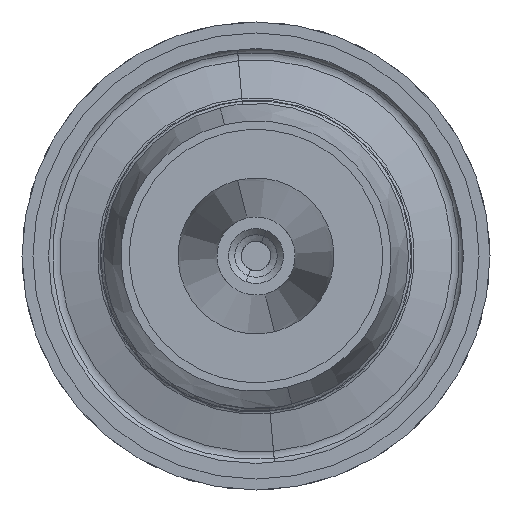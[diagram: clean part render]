
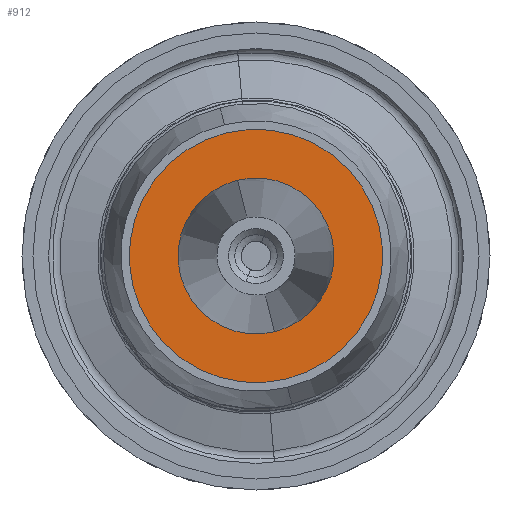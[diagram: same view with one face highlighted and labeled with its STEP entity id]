
A CAD part, front view. The second image highlights one B-rep face of the part: STEP entity #912.
In plain terms, the highlighted planar face has unit normal (0, -1, 0).
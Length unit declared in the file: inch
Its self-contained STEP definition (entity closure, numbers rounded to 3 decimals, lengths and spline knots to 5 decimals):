
#48 = EDGE_CURVE ( 'NONE', #150, #138, #2356, .T. ) ;
#49 = EDGE_CURVE ( 'NONE', #116, #115, #2355, .T. ) ;
#115 = VERTEX_POINT ( 'NONE', #3073 ) ;
#116 = VERTEX_POINT ( 'NONE', #3071 ) ;
#138 = VERTEX_POINT ( 'NONE', #579 ) ;
#150 = VERTEX_POINT ( 'NONE', #527 ) ;
#527 = CARTESIAN_POINT ( 'NONE',  ( 0.09525, 0.10566, -0.39467 ) ) ;
#579 = CARTESIAN_POINT ( 'NONE',  ( -0.09525, 0.10566, 0.39467 ) ) ;
#620 = CARTESIAN_POINT ( 'NONE',  ( 0., 0.10566, 0. ) ) ;
#621 = DIRECTION ( 'NONE',  ( 0., 1., 0. ) ) ;
#622 = DIRECTION ( 'NONE',  ( -0.235, 0., 0.972 ) ) ;
#667 = CARTESIAN_POINT ( 'NONE',  ( 0., 0.10566, 0. ) ) ;
#668 = DIRECTION ( 'NONE',  ( 0., 1., 0. ) ) ;
#669 = DIRECTION ( 'NONE',  ( -0.235, 0., 0.972 ) ) ;
#831 = AXIS2_PLACEMENT_3D ( 'NONE', #3237, #3236, #3235 ) ;
#832 = AXIS2_PLACEMENT_3D ( 'NONE', #3240, #3239, #3238 ) ;
#912 = ADVANCED_FACE ( 'NONE', ( #2197, #2191 ), #1996, .F. ) ;
#1375 = EDGE_LOOP ( 'NONE', ( #2616, #2617 ) ) ;
#1385 = EDGE_LOOP ( 'NONE', ( #2614, #2615 ) ) ;
#1988 = CARTESIAN_POINT ( 'NONE',  ( 0.09525, 0.10566, -0.39467 ) ) ;
#1996 = PLANE ( 'NONE',  #2753 ) ;
#1998 = DIRECTION ( 'NONE',  ( 0., 1., 0. ) ) ;
#1999 = DIRECTION ( 'NONE',  ( -0.235, 0., 0.972 ) ) ;
#2191 = FACE_BOUND ( 'NONE', #1375, .T. ) ;
#2197 = FACE_OUTER_BOUND ( 'NONE', #1385, .T. ) ;
#2355 = CIRCLE ( 'NONE', #831, 0.25 ) ;
#2356 = CIRCLE ( 'NONE', #832, 0.406 ) ;
#2614 = ORIENTED_EDGE ( 'NONE', *, *, #3634, .F. ) ;
#2615 = ORIENTED_EDGE ( 'NONE', *, *, #48, .F. ) ;
#2616 = ORIENTED_EDGE ( 'NONE', *, *, #3617, .T. ) ;
#2617 = ORIENTED_EDGE ( 'NONE', *, *, #49, .T. ) ;
#2753 = AXIS2_PLACEMENT_3D ( 'NONE', #1988, #1998, #1999 ) ;
#2865 = CIRCLE ( 'NONE', #3385, 0.406 ) ;
#2887 = CIRCLE ( 'NONE', #3427, 0.25 ) ;
#3071 = CARTESIAN_POINT ( 'NONE',  ( -0.05865, 0.10566, 0.24302 ) ) ;
#3073 = CARTESIAN_POINT ( 'NONE',  ( 0.05865, 0.10566, -0.24302 ) ) ;
#3235 = DIRECTION ( 'NONE',  ( -0.235, 0., 0.972 ) ) ;
#3236 = DIRECTION ( 'NONE',  ( 0., 1., 0. ) ) ;
#3237 = CARTESIAN_POINT ( 'NONE',  ( 0., 0.10566, 0. ) ) ;
#3238 = DIRECTION ( 'NONE',  ( -0.235, 0., 0.972 ) ) ;
#3239 = DIRECTION ( 'NONE',  ( 0., 1., 0. ) ) ;
#3240 = CARTESIAN_POINT ( 'NONE',  ( 0., 0.10566, 0. ) ) ;
#3385 = AXIS2_PLACEMENT_3D ( 'NONE', #667, #668, #669 ) ;
#3427 = AXIS2_PLACEMENT_3D ( 'NONE', #620, #621, #622 ) ;
#3617 = EDGE_CURVE ( 'NONE', #115, #116, #2887, .T. ) ;
#3634 = EDGE_CURVE ( 'NONE', #138, #150, #2865, .T. ) ;
